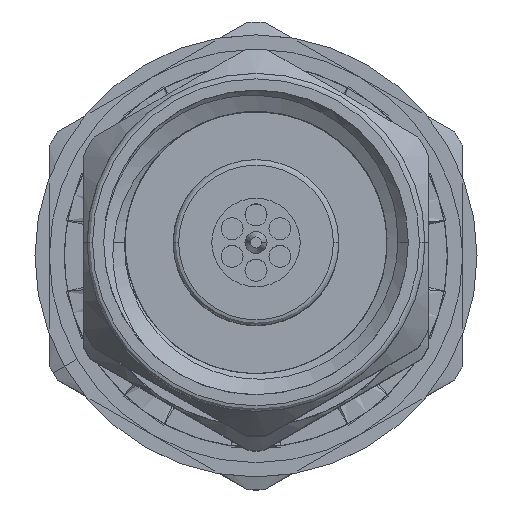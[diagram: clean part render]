
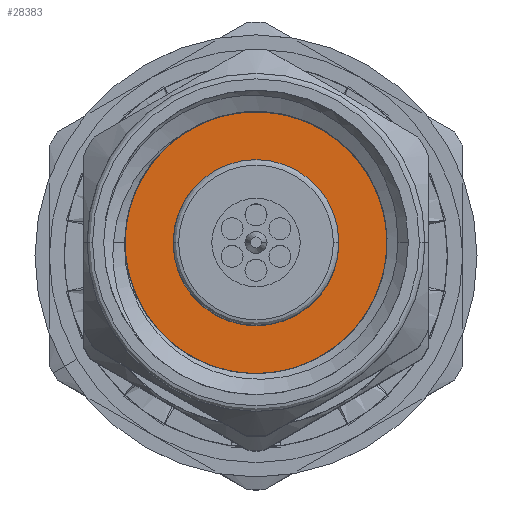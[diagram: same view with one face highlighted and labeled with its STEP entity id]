
A CAD part, top view. The second image highlights one B-rep face of the part: STEP entity #28383.
In plain terms, the highlighted face is planar.
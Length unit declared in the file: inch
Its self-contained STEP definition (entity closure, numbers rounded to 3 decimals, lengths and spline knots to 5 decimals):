
#718 = CARTESIAN_POINT ( 'NONE',  ( 0.3, 0., 0. ) ) ;
#1269 = EDGE_CURVE ( 'NONE', #10711, #30809, #32284, .T. ) ;
#1592 = EDGE_LOOP ( 'NONE', ( #6895, #14981 ) ) ;
#2481 = PLANE ( 'NONE',  #17461 ) ;
#5737 = CIRCLE ( 'NONE', #27940, 0.1378 ) ;
#6895 = ORIENTED_EDGE ( 'NONE', *, *, #1269, .T. ) ;
#8433 = DIRECTION ( 'NONE',  ( 0., 0., 1. ) ) ;
#9850 = DIRECTION ( 'NONE',  ( -1., 0., 0. ) ) ;
#10711 = VERTEX_POINT ( 'NONE', #11517 ) ;
#11011 = DIRECTION ( 'NONE',  ( -1., 0., 0. ) ) ;
#11517 = CARTESIAN_POINT ( 'NONE',  ( 0.3, 0., 0.1378 ) ) ;
#11997 = CARTESIAN_POINT ( 'NONE',  ( 0.3, 0., 0. ) ) ;
#13404 = DIRECTION ( 'NONE',  ( 0., 0., 1. ) ) ;
#14583 = FACE_OUTER_BOUND ( 'NONE', #1592, .T. ) ;
#14979 = CARTESIAN_POINT ( 'NONE',  ( 0.3, 0., -0.1378 ) ) ;
#14981 = ORIENTED_EDGE ( 'NONE', *, *, #15177, .T. ) ;
#15177 = EDGE_CURVE ( 'NONE', #30809, #10711, #5737, .T. ) ;
#17461 = AXIS2_PLACEMENT_3D ( 'NONE', #11997, #32876, #8433 ) ;
#21761 = DIRECTION ( 'NONE',  ( 0., 0., 1. ) ) ;
#22099 = AXIS2_PLACEMENT_3D ( 'NONE', #718, #9850, #21761 ) ;
#22926 = CARTESIAN_POINT ( 'NONE',  ( 0.3, 0., 0. ) ) ;
#27940 = AXIS2_PLACEMENT_3D ( 'NONE', #22926, #11011, #13404 ) ;
#28383 = ADVANCED_FACE ( 'NONE', ( #14583 ), #2481, .T. ) ;
#30809 = VERTEX_POINT ( 'NONE', #14979 ) ;
#32284 = CIRCLE ( 'NONE', #22099, 0.1378 ) ;
#32876 = DIRECTION ( 'NONE',  ( -1., 0., 0. ) ) ;
